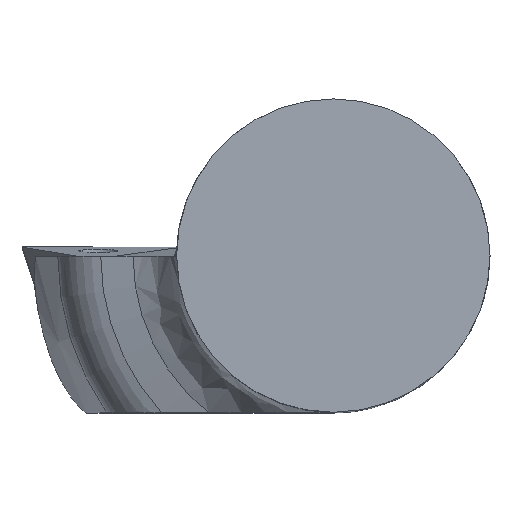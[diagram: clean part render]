
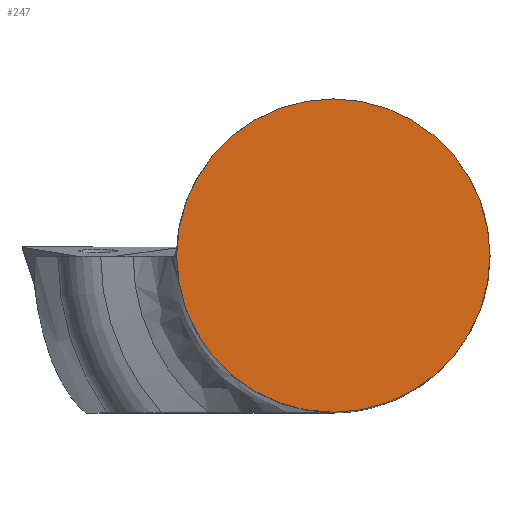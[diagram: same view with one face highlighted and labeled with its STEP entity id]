
A CAD part, top view. The second image highlights one B-rep face of the part: STEP entity #247.
In plain terms, the highlighted planar face has unit normal (0, 0, 1).
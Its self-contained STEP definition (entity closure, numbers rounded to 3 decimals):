
#247=ADVANCED_FACE('240[2]',(#629),#630,.T.);
#452=EDGE_CURVE('240[2]',#888,#888,#889,.T.);
#629=FACE_OUTER_BOUND('',#1141,.T.);
#630=PLANE('',#1142);
#888=VERTEX_POINT('',#1704);
#889=CIRCLE('',#1705,8.0);
#1141=EDGE_LOOP('',(#1901));
#1142=AXIS2_PLACEMENT_3D('',#1902,#1903,#1904);
#1704=CARTESIAN_POINT('',(-8.0,0.,0.0));
#1705=AXIS2_PLACEMENT_3D('',#2190,#2191,#2192);
#1901=ORIENTED_EDGE('',*,*,#452,.F.);
#1902=CARTESIAN_POINT('',(0.,0.,0.0));
#1903=DIRECTION('',(0.,0.,1.0));
#1904=DIRECTION('',(-1.0,0.,0.0));
#2190=CARTESIAN_POINT('',(0.,0.,0.0));
#2191=DIRECTION('',(0.,0.,-1.0));
#2192=DIRECTION('',(-1.0,0.,0.));
